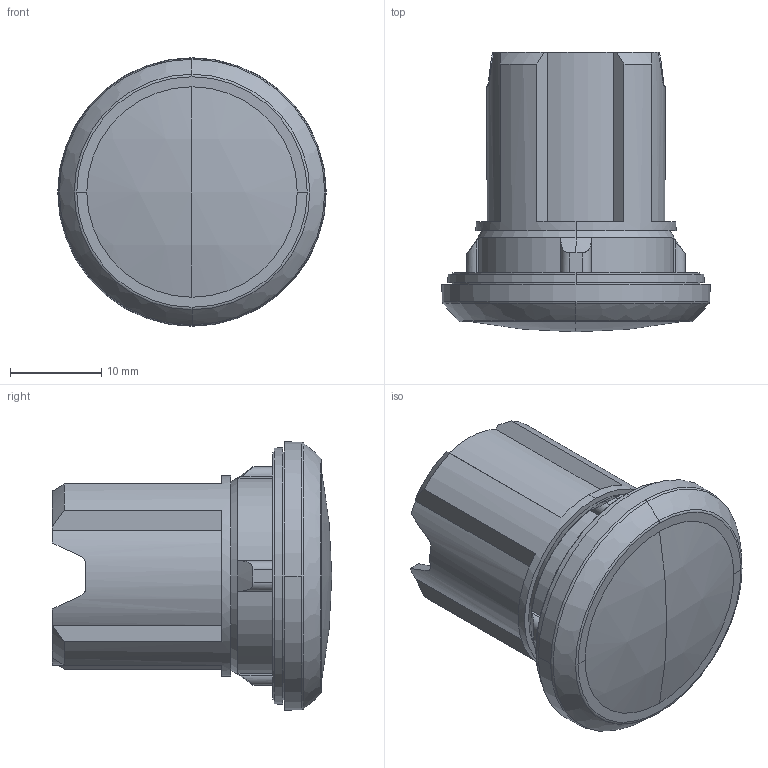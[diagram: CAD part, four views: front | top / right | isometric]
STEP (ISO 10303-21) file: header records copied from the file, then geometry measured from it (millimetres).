
FILE_DESCRIPTION(('no description'),'unknown implementation level');
FILE_NAME('3053_3SU1950-0FA80-0AA0_3D_v.stp',' ',('SIEMENS A&D'),('CADClick - KiM GmbH - www.kimweb.de'),'unknown preprocess','ACIS','unknown authorization');
FILE_SCHEMA(('automotive_design'));
Length unit declared in the file: millimetre
Products named in the file (1): 0
Bounding box: 29.5 x 30.7 x 29.5 mm (x, y, z)
Volume: 5625.8 mm3; surface area: 4923.5 mm2
Topology: 1 solids, 1 shells, 92 faces, 247 edges, 162 vertices
Faces by surface type: plane 38, cylinder 26, cone 20, torus 6, sphere 2
Entity records: 5862 total; most frequent: CARTESIAN_POINT 747, STYLED_ITEM 502, PRESENTATION_STYLE_ASSIGNMENT 502, COLOUR_RGB 502, DIRECTION 500, ORIENTED_EDGE 494, EDGE_CURVE 247, CURVE_STYLE 247
